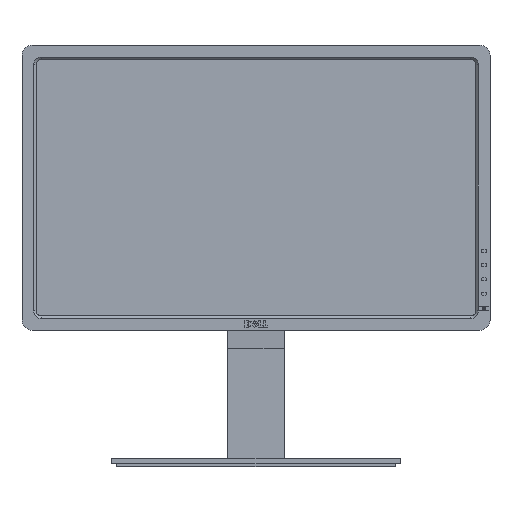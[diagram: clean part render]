
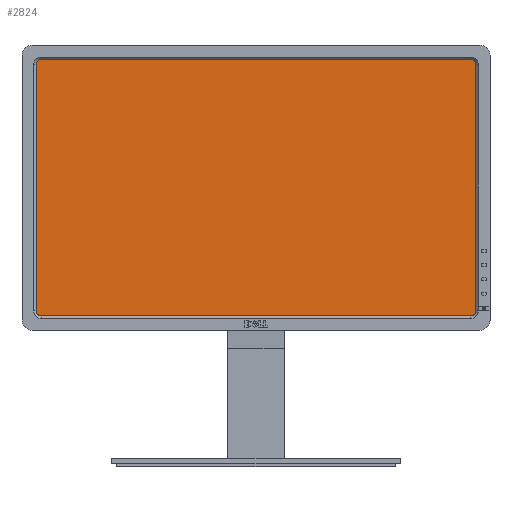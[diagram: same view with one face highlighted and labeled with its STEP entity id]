
A CAD part, top view. The second image highlights one B-rep face of the part: STEP entity #2824.
In plain terms, the highlighted planar face has unit normal (0, 0, 1).
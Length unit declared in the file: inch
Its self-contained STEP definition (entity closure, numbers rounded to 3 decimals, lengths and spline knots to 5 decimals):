
#106=CIRCLE('',#3029,0.25);
#107=CIRCLE('',#3032,0.25);
#108=CIRCLE('',#3035,0.25);
#109=CIRCLE('',#3038,0.25);
#279=FACE_OUTER_BOUND('',#451,.T.);
#451=EDGE_LOOP('',(#2352,#2353,#2354,#2355,#2356,#2357,#2358,#2359));
#744=LINE('',#4642,#1049);
#747=LINE('',#4650,#1052);
#750=LINE('',#4658,#1055);
#752=LINE('',#4664,#1057);
#1049=VECTOR('',#3702,0.3937);
#1052=VECTOR('',#3711,0.3937);
#1055=VECTOR('',#3720,0.3937);
#1057=VECTOR('',#3728,0.3937);
#1299=VERTEX_POINT('',#4634);
#1300=VERTEX_POINT('',#4636);
#1301=VERTEX_POINT('',#4640);
#1302=VERTEX_POINT('',#4644);
#1303=VERTEX_POINT('',#4648);
#1304=VERTEX_POINT('',#4652);
#1305=VERTEX_POINT('',#4656);
#1306=VERTEX_POINT('',#4660);
#1649=EDGE_CURVE('',#1299,#1300,#106,.T.);
#1652=EDGE_CURVE('',#1301,#1299,#744,.T.);
#1654=EDGE_CURVE('',#1302,#1301,#107,.T.);
#1656=EDGE_CURVE('',#1303,#1302,#747,.T.);
#1658=EDGE_CURVE('',#1304,#1303,#108,.T.);
#1660=EDGE_CURVE('',#1305,#1304,#750,.T.);
#1662=EDGE_CURVE('',#1306,#1305,#109,.T.);
#1663=EDGE_CURVE('',#1300,#1306,#752,.T.);
#2352=ORIENTED_EDGE('',*,*,#1656,.F.);
#2353=ORIENTED_EDGE('',*,*,#1658,.F.);
#2354=ORIENTED_EDGE('',*,*,#1660,.F.);
#2355=ORIENTED_EDGE('',*,*,#1662,.F.);
#2356=ORIENTED_EDGE('',*,*,#1663,.F.);
#2357=ORIENTED_EDGE('',*,*,#1649,.F.);
#2358=ORIENTED_EDGE('',*,*,#1652,.F.);
#2359=ORIENTED_EDGE('',*,*,#1654,.F.);
#2529=PLANE('',#3040);
#2824=ADVANCED_FACE('',(#279),#2529,.T.);
#3029=AXIS2_PLACEMENT_3D('',#4637,#3696,#3697);
#3032=AXIS2_PLACEMENT_3D('',#4646,#3706,#3707);
#3035=AXIS2_PLACEMENT_3D('',#4654,#3715,#3716);
#3038=AXIS2_PLACEMENT_3D('',#4662,#3724,#3725);
#3040=AXIS2_PLACEMENT_3D('',#4665,#3729,#3730);
#3696=DIRECTION('center_axis',(0.,0.,-1.));
#3697=DIRECTION('ref_axis',(0.,1.,0.));
#3702=DIRECTION('',(0.,-1.,0.));
#3706=DIRECTION('center_axis',(0.,0.,-1.));
#3707=DIRECTION('ref_axis',(-1.,0.,0.));
#3711=DIRECTION('',(1.,0.,0.));
#3715=DIRECTION('center_axis',(0.,0.,-1.));
#3716=DIRECTION('ref_axis',(0.,-1.,0.));
#3720=DIRECTION('',(0.,1.,0.));
#3724=DIRECTION('center_axis',(0.,0.,-1.));
#3725=DIRECTION('ref_axis',(1.,0.,0.));
#3728=DIRECTION('',(-1.,0.,0.));
#3729=DIRECTION('center_axis',(0.,0.,1.));
#3730=DIRECTION('ref_axis',(1.,0.,0.));
#4634=CARTESIAN_POINT('',(10.80808,-6.35844,0.75));
#4636=CARTESIAN_POINT('',(10.55808,-6.60844,0.75));
#4637=CARTESIAN_POINT('Origin',(10.55808,-6.35844,0.75));
#4640=CARTESIAN_POINT('',(10.80808,5.74156,0.75));
#4642=CARTESIAN_POINT('',(10.80808,5.74156,0.75));
#4644=CARTESIAN_POINT('',(10.55808,5.99156,0.75));
#4646=CARTESIAN_POINT('Origin',(10.55808,5.74156,0.75));
#4648=CARTESIAN_POINT('',(-10.54192,5.99156,0.75));
#4650=CARTESIAN_POINT('',(-10.54192,5.99156,0.75));
#4652=CARTESIAN_POINT('',(-10.79192,5.74156,0.75));
#4654=CARTESIAN_POINT('Origin',(-10.54192,5.74156,0.75));
#4656=CARTESIAN_POINT('',(-10.79192,-6.35844,0.75));
#4658=CARTESIAN_POINT('',(-10.79192,-6.35844,0.75));
#4660=CARTESIAN_POINT('',(-10.54192,-6.60844,0.75));
#4662=CARTESIAN_POINT('Origin',(-10.54192,-6.35844,0.75));
#4664=CARTESIAN_POINT('',(10.55808,-6.60844,0.75));
#4665=CARTESIAN_POINT('Origin',(0.00808,-0.30844,
0.75));
